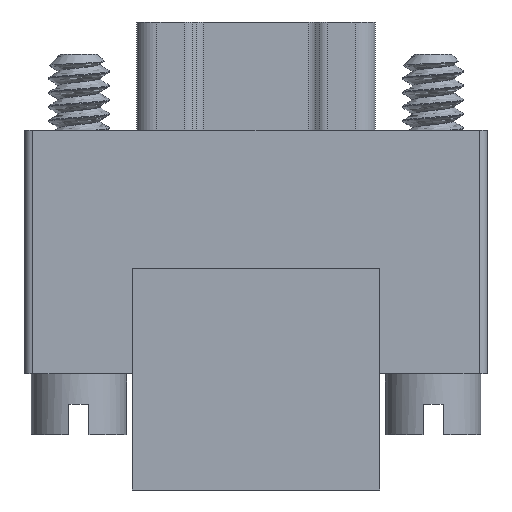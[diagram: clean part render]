
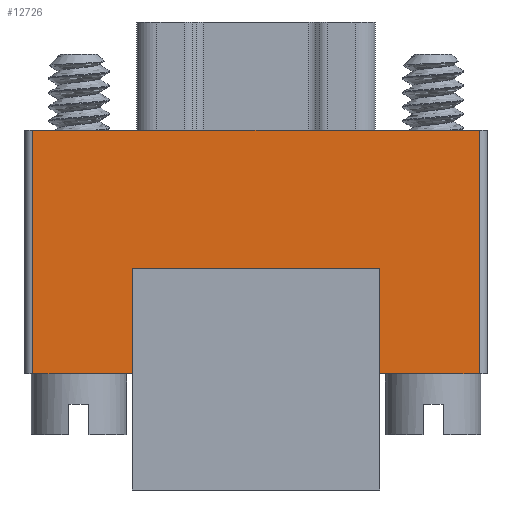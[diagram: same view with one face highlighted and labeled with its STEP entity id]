
A CAD part, front view. The second image highlights one B-rep face of the part: STEP entity #12726.
In plain terms, the highlighted planar face has unit normal (0, -1, 0).
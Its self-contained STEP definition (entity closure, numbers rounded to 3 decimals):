
#10874=DIRECTION('',(-1.,0.,0.));
#10875=VECTOR('',#10874,2.46);
#10876=CARTESIAN_POINT('',(-3.055,-1.93,0.));
#10877=LINE('',#10876,#10875);
#11011=DIRECTION('',(-1.,0.,0.));
#11012=VECTOR('',#11011,2.46);
#11013=CARTESIAN_POINT('',(5.515,-1.93,0.));
#11014=LINE('',#11013,#11012);
#11055=DIRECTION('',(-1.,0.,0.));
#11056=VECTOR('',#11055,11.03);
#11057=CARTESIAN_POINT('',(5.515,-1.93,6.03));
#11058=LINE('',#11057,#11056);
#11059=DIRECTION('',(0.,0.,-1.));
#11060=VECTOR('',#11059,2.613);
#11061=CARTESIAN_POINT('',(3.055,-1.93,2.613));
#11062=LINE('',#11061,#11060);
#11063=DIRECTION('',(1.,0.,0.));
#11064=VECTOR('',#11063,6.11);
#11065=CARTESIAN_POINT('',(-3.055,-1.93,2.613));
#11066=LINE('',#11065,#11064);
#11067=DIRECTION('',(0.,0.,1.));
#11068=VECTOR('',#11067,2.613);
#11069=CARTESIAN_POINT('',(-3.055,-1.93,0.));
#11070=LINE('',#11069,#11068);
#11071=DIRECTION('',(0.,0.,1.));
#11072=VECTOR('',#11071,6.03);
#11073=CARTESIAN_POINT('',(-5.515,-1.93,0.));
#11074=LINE('',#11073,#11072);
#11235=DIRECTION('',(0.,0.,-1.));
#11236=VECTOR('',#11235,6.03);
#11237=CARTESIAN_POINT('',(5.515,-1.93,6.03));
#11238=LINE('',#11237,#11236);
#12141=CARTESIAN_POINT('',(-5.515,-1.93,6.03));
#12142=VERTEX_POINT('',#12141);
#12145=CARTESIAN_POINT('',(-5.515,-1.93,0.));
#12147=VERTEX_POINT('',#12145);
#12235=CARTESIAN_POINT('',(-3.055,-1.93,0.));
#12236=CARTESIAN_POINT('',(-3.055,-1.93,2.613));
#12237=VERTEX_POINT('',#12235);
#12238=VERTEX_POINT('',#12236);
#12251=CARTESIAN_POINT('',(5.515,-1.93,0.));
#12252=CARTESIAN_POINT('',(3.055,-1.93,0.));
#12253=VERTEX_POINT('',#12251);
#12254=VERTEX_POINT('',#12252);
#12267=CARTESIAN_POINT('',(5.515,-1.93,6.03));
#12269=VERTEX_POINT('',#12267);
#12291=CARTESIAN_POINT('',(3.055,-1.93,2.613));
#12292=VERTEX_POINT('',#12291);
#12707=CARTESIAN_POINT('',(-5.715,-1.93,6.03));
#12708=DIRECTION('',(0.,1.,0.));
#12709=DIRECTION('',(0.,0.,1.));
#12710=AXIS2_PLACEMENT_3D('',#12707,#12708,#12709);
#12711=PLANE('',#12710);
#12712=ORIENTED_EDGE('',*,*,#12490,.T.);
#12714=ORIENTED_EDGE('',*,*,#12713,.T.);
#12716=ORIENTED_EDGE('',*,*,#12715,.F.);
#12718=ORIENTED_EDGE('',*,*,#12717,.T.);
#12719=ORIENTED_EDGE('',*,*,#12684,.T.);
#12721=ORIENTED_EDGE('',*,*,#12720,.F.);
#12722=ORIENTED_EDGE('',*,*,#12452,.F.);
#12723=ORIENTED_EDGE('',*,*,#12467,.F.);
#12724=EDGE_LOOP('',(#12712,#12714,#12716,#12718,#12719,#12721,#12722,#12723));
#12725=FACE_OUTER_BOUND('',#12724,.F.);
#12452=EDGE_CURVE('',#12238,#12292,#11066,.T.);
#12467=EDGE_CURVE('',#12237,#12238,#11070,.T.);
#12490=EDGE_CURVE('',#12237,#12147,#10877,.T.);
#12684=EDGE_CURVE('',#12253,#12254,#11014,.T.);
#12713=EDGE_CURVE('',#12147,#12142,#11074,.T.);
#12715=EDGE_CURVE('',#12269,#12142,#11058,.T.);
#12717=EDGE_CURVE('',#12269,#12253,#11238,.T.);
#12720=EDGE_CURVE('',#12292,#12254,#11062,.T.);
#12726=ADVANCED_FACE('',(#12725),#12711,.F.);
